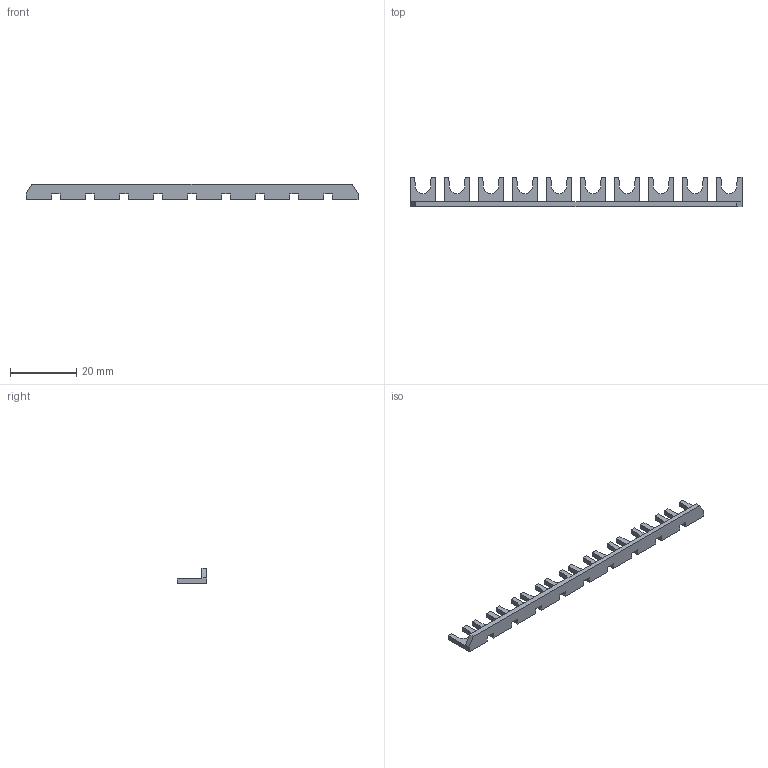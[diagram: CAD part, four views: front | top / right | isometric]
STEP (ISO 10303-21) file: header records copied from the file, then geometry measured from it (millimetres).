
FILE_DESCRIPTION(('Creo Elements/Direct Modeling STEP Export'),'2;1');
FILE_NAME('model.stp','2020-04-02T 0:23:58',(''),(''),'Creo Elements/Direct Modeling STEP processor for AP214 (Solid Model)','Creo Elements/Direct Modeling 20.1A 29-Sep-2018 (C) Parametric Technology GmbH','');
FILE_SCHEMA(('AUTOMOTIVE_DESIGN { 1 0 10303 214 1 1 1 1 }'));
Length unit declared in the file: millimetre
Products named in the file (2): FB_10_GSK-select
Assembly tree (1 placements, depth 2):
  FB_10_GSK-select
    FB_10_GSK-select
Bounding box: 100.05 x 9 x 4.8 mm (x, y, z)
Volume: 1209.9 mm3; surface area: 2314.6 mm2
Topology: 1 solids, 1 shells, 104 faces, 306 edges, 204 vertices
Faces by surface type: plane 94, cylinder 10
Entity records: 4065 total; most frequent: ORIENTED_EDGE 612, CARTESIAN_POINT 567, DIRECTION 463, EDGE_CURVE 306, VECTOR 263, LINE 263, VERTEX_POINT 204, COLOUR_RGB 105
